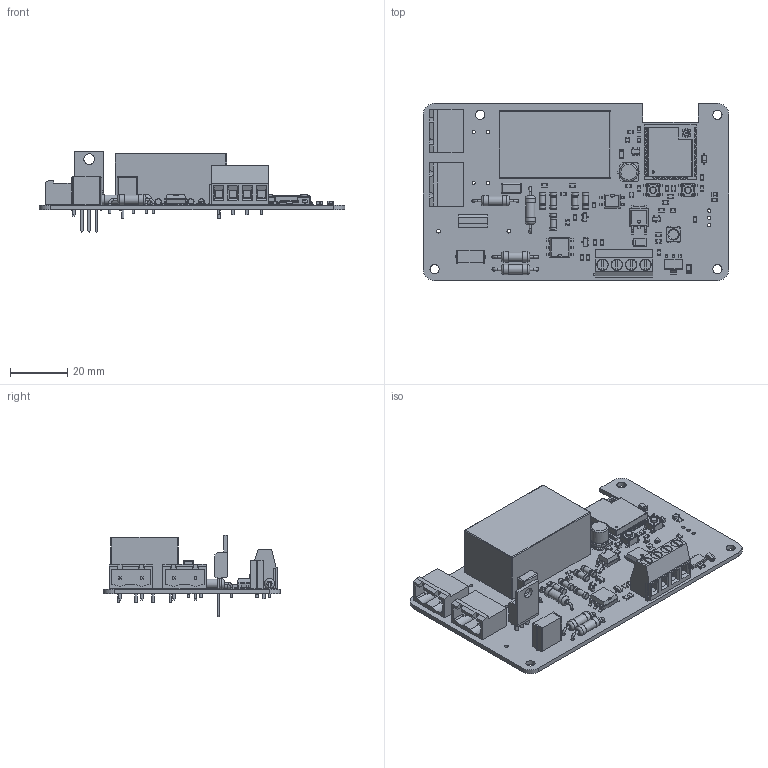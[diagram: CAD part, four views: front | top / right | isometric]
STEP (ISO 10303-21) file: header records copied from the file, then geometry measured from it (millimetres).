
FILE_DESCRIPTION(('KiCad electronic assembly'),'2;1');
FILE_NAME('zero-crossing.step','2026-01-31T10:28:28',('Pcbnew'),('Kicad' ),'Open CASCADE STEP processor 7.8','KiCad to STEP converter', 'Unknown');
FILE_SCHEMA(('AUTOMOTIVE_DESIGN { 1 0 10303 214 1 1 1 1 }'));
Length unit declared in the file: millimetre
Products named in the file (54): zero-crossing 1; C_0805_2012Metric; SW_SPST_PTS647Sx38; R_0805_2012Metric; SMDIP-4_W7.62mm; SMDIP_4_W762mm; D_MELF; D_MELF_Standard; LED_0805_2012Metric; SOT-223; SOT_223; C_Rect_L11.0mm_W4.3mm_P10.00mm_MKT; C_Rect_L110mm_W43mm_P1000mm_MKT; C_Elec_6.3x7.7; C_Elec_63x77; SMDIP-6_W9.53mm; SMDIP_6_W953mm; TO-252-2; CQ assembly; D_SOD-123; D_SOD_123; SOT-23; SOT_23; TO-220-3_Vertical; LED_WS2812B_PLCC4_5.0x5.0mm_P3.2mm; LED_WS2812B_PLCC4_50x50mm_P32mm; R_Axial_DIN0411_L9.9mm_D3.6mm_P15.24mm_Horizontal; R_Axial_DIN0411_L99mm_D36mm_P1524mm_Horizontal; ESP32-WROOM-32U; C_Rect_L7.0mm_W3.5mm_P5.00mm; C_Rect_L70mm_W35mm_P500mm; PhoenixContact_GMSTBA_2,5_2-G-7,62_1x02_P7.62mm_Horizontal; GMSTBA_01x02_G_7_62mm; Converter_ACDC_Hi-Link_HLK-5Mxx; L_0805_2012Metric; TerminalBlock_Phoenix_MKDS-1,5-4_1x04_P5.00mm_Horizontal; TerminalBlock_Phoenix_MKDS_15_4_1x04_P500mm_Horizontal; SOT-23-5; SOT_23_5; CP_EIA-3216-18_Kemet-A ...
Assembly tree (91 placements, depth 3):
  zero-crossing 1
    C_0805_2012Metric  x10
      C_0805_2012Metric
    SW_SPST_PTS647Sx38  x2
      SW_SPST_PTS647Sx38
    R_0805_2012Metric  x17
      R_0805_2012Metric
    SMDIP-4_W7.62mm
      SMDIP_4_W762mm
    D_MELF  x5
      D_MELF_Standard
    LED_0805_2012Metric  x3
      LED_0805_2012Metric
    SOT-223
      SOT_223
    C_Rect_L11.0mm_W4.3mm_P10.00mm_MKT
      C_Rect_L110mm_W43mm_P1000mm_MKT
    C_Elec_6.3x7.7
      C_Elec_63x77
    SMDIP-6_W9.53mm
      SMDIP_6_W953mm
    TO-252-2
      CQ assembly
    D_SOD-123
      D_SOD_123
    SOT-23  x3
      SOT_23
    TO-220-3_Vertical
      TO-220-3_Vertical
    LED_WS2812B_PLCC4_5.0x5.0mm_P3.2mm
      LED_WS2812B_PLCC4_50x50mm_P32mm
    R_Axial_DIN0411_L9.9mm_D3.6mm_P15.24mm_Horizontal  x4
      R_Axial_DIN0411_L99mm_D36mm_P1524mm_Horizontal
    ESP32-WROOM-32U
      ESP32-WROOM-32U
    C_Rect_L7.0mm_W3.5mm_P5.00mm
      C_Rect_L70mm_W35mm_P500mm
    PhoenixContact_GMSTBA_2,5_2-G-7,62_1x02_P7.62mm_Horizontal  x2
      GMSTBA_01x02_G_7_62mm
    Converter_ACDC_Hi-Link_HLK-5Mxx
      Converter_ACDC_Hi-Link_HLK-5Mxx
    L_0805_2012Metric
      L_0805_2012Metric
    TerminalBlock_Phoenix_MKDS-1,5-4_1x04_P5.00mm_Horizontal
      TerminalBlock_Phoenix_MKDS_15_4_1x04_P500mm_Horizontal
    SOT-23-5
      SOT_23_5
    CP_EIA-3216-18_Kemet-A
      CP_EIA_3216_18_Kemet_A
    Fuse_1206_3216Metric
      Fuse_1206_3216Metric
    D_SMA
      D_SMA
    zero-crossing_PCB
Bounding box: 107 x 62 x 28.52 mm (x, y, z)
Volume: 33757.9 mm3; surface area: 27531.7 mm2
Topology: 90 solids, 90 shells, 3503 faces, 8728 edges, 5486 vertices
Faces by surface type: plane 2432, cylinder 779, bspline 233, torus 25, revolution 20, sphere 13, cone 1
Full cylindrical faces by diameter (mm): 0.02 x1, 0.2 x12, 0.5 x5, 0.6 x8, 0.8 x25, 1 x5, 1.1 x3, 1.17 x4, 1.2 x11, 1.3 x6, 1.4 x4, 1.8 x1, 2 x1, 2.1 x10, 2.12 x5, 2.2 x10, 2.3 x2, 2.4 x2, 3.2 x4, 3.24 x4, 3.333 x1, 3.6 x8, 3.735 x1, 3.8 x4, 4 x4, 6.3 x2
Entity records: 84945 total; most frequent: CARTESIAN_POINT 13779, ORIENTED_EDGE 11506, DIRECTION 11147, EDGE_CURVE 5753, LINE 4335, VECTOR 4335, VERTEX_POINT 3583, AXIS2_PLACEMENT_3D 3402
